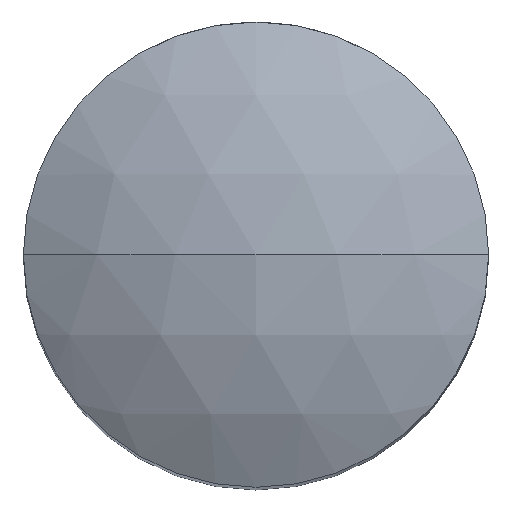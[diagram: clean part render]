
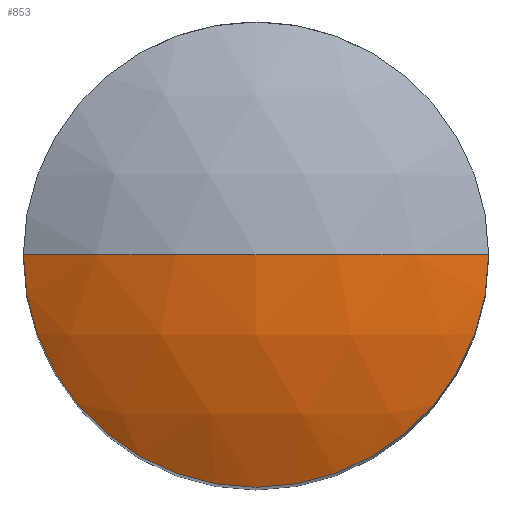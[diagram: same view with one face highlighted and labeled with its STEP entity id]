
A CAD part, top view. The second image highlights one B-rep face of the part: STEP entity #853.
In plain terms, the highlighted spherical face has radius 8 mm.
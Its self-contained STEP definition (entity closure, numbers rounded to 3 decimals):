
#48 = AXIS2_PLACEMENT_3D ( 'NONE', #78, #92, #662 ) ;
#56 = EDGE_CURVE ( 'NONE', #271, #144, #608, .T. ) ;
#70 = CARTESIAN_POINT ( 'NONE',  ( 0., 0., 7. ) ) ;
#78 = CARTESIAN_POINT ( 'NONE',  ( 0., 0., 13.928 ) ) ;
#92 = DIRECTION ( 'NONE',  ( 0., 0., -1. ) ) ;
#101 = CARTESIAN_POINT ( 'NONE',  ( -4., 0., 13.928 ) ) ;
#113 = EDGE_CURVE ( 'NONE', #414, #271, #720, .T. ) ;
#144 = VERTEX_POINT ( 'NONE', #101 ) ;
#147 = DIRECTION ( 'NONE',  ( 1., 0., 0. ) ) ;
#235 = ORIENTED_EDGE ( 'NONE', *, *, #113, .F. ) ;
#271 = VERTEX_POINT ( 'NONE', #355 ) ;
#287 = AXIS2_PLACEMENT_3D ( 'NONE', #70, #562, #147 ) ;
#291 = EDGE_CURVE ( 'NONE', #414, #144, #516, .T. ) ;
#337 = CARTESIAN_POINT ( 'NONE',  ( 0., 0., 7. ) ) ;
#343 = DIRECTION ( 'NONE',  ( 0., 1., 0. ) ) ;
#346 = DIRECTION ( 'NONE',  ( 0., 0., 1. ) ) ;
#355 = CARTESIAN_POINT ( 'NONE',  ( 4., 0., 13.928 ) ) ;
#414 = VERTEX_POINT ( 'NONE', #587 ) ;
#421 = ORIENTED_EDGE ( 'NONE', *, *, #56, .F. ) ;
#458 = FACE_OUTER_BOUND ( 'NONE', #734, .T. ) ;
#471 = CARTESIAN_POINT ( 'NONE',  ( 0., 0., 7. ) ) ;
#484 = AXIS2_PLACEMENT_3D ( 'NONE', #337, #343, #346 ) ;
#505 = ORIENTED_EDGE ( 'NONE', *, *, #291, .T. ) ;
#516 = CIRCLE ( 'NONE', #287, 8. ) ;
#562 = DIRECTION ( 'NONE',  ( 0., -1., 0. ) ) ;
#587 = CARTESIAN_POINT ( 'NONE',  ( 0., 0., 15. ) ) ;
#608 = CIRCLE ( 'NONE', #48, 4. ) ;
#659 = AXIS2_PLACEMENT_3D ( 'NONE', #471, #770, #730 ) ;
#662 = DIRECTION ( 'NONE',  ( -1., 0., 0. ) ) ;
#720 = CIRCLE ( 'NONE', #484, 8. ) ;
#730 = DIRECTION ( 'NONE',  ( 1., 0., 0. ) ) ;
#734 = EDGE_LOOP ( 'NONE', ( #235, #505, #421 ) ) ;
#770 = DIRECTION ( 'NONE',  ( 0., -1., 0. ) ) ;
#815 = SPHERICAL_SURFACE ( 'NONE', #659, 8. ) ;
#853 = ADVANCED_FACE ( 'NONE', ( #458 ), #815, .T. ) ;
